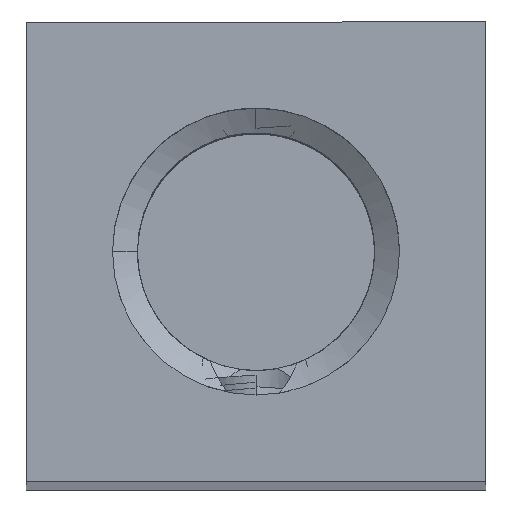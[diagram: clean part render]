
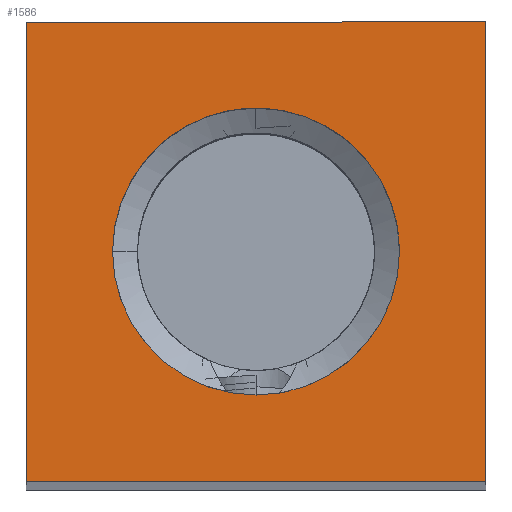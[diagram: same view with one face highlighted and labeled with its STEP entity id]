
A CAD part, top view. The second image highlights one B-rep face of the part: STEP entity #1586.
In plain terms, the highlighted planar face has unit normal (0, 0, 1).
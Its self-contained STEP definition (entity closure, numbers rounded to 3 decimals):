
#651 = DIRECTION ( 'NONE',  ( 0., 0., 1. ) ) ;
#775 = FACE_BOUND ( 'NONE', #15156, .T. ) ;
#1045 = EDGE_CURVE ( 'NONE', #12750, #2829, #15125, .T. ) ;
#1586 = ADVANCED_FACE ( 'NONE', ( #775, #17226 ), #2585, .T. ) ;
#1728 = CARTESIAN_POINT ( 'NONE',  ( 2.5, 0., 44. ) ) ;
#2585 = PLANE ( 'NONE',  #12044 ) ;
#2829 = VERTEX_POINT ( 'NONE', #20638 ) ;
#3364 = DIRECTION ( 'NONE',  ( -1., 0., 0. ) ) ;
#3815 = ORIENTED_EDGE ( 'NONE', *, *, #1045, .T. ) ;
#4154 = CARTESIAN_POINT ( 'NONE',  ( 4., -4., 44. ) ) ;
#4232 = ORIENTED_EDGE ( 'NONE', *, *, #5542, .T. ) ;
#4503 = DIRECTION ( 'NONE',  ( 1., 0., 0. ) ) ;
#4556 = LINE ( 'NONE', #17389, #10923 ) ;
#5452 = VERTEX_POINT ( 'NONE', #6911 ) ;
#5542 = EDGE_CURVE ( 'NONE', #5971, #20873, #15648, .T. ) ;
#5971 = VERTEX_POINT ( 'NONE', #18045 ) ;
#6911 = CARTESIAN_POINT ( 'NONE',  ( -4., 4., 44. ) ) ;
#7864 = VECTOR ( 'NONE', #19376, 1000. ) ;
#8118 = LINE ( 'NONE', #13938, #7864 ) ;
#8801 = LINE ( 'NONE', #12675, #9387 ) ;
#8942 = AXIS2_PLACEMENT_3D ( 'NONE', #18546, #23759, #11051 ) ;
#8956 = VECTOR ( 'NONE', #4503, 1000. ) ;
#9304 = VERTEX_POINT ( 'NONE', #12743 ) ;
#9387 = VECTOR ( 'NONE', #3364, 1000. ) ;
#10296 = DIRECTION ( 'NONE',  ( 0., 0., -1. ) ) ;
#10577 = CIRCLE ( 'NONE', #12127, 2.5 ) ;
#10923 = VECTOR ( 'NONE', #11941, 1000. ) ;
#11051 = DIRECTION ( 'NONE',  ( -1., 0., 0. ) ) ;
#11775 = CARTESIAN_POINT ( 'NONE',  ( 0., 0., 44. ) ) ;
#11941 = DIRECTION ( 'NONE',  ( 0., -1., 0. ) ) ;
#12044 = AXIS2_PLACEMENT_3D ( 'NONE', #11775, #651, #15535 ) ;
#12127 = AXIS2_PLACEMENT_3D ( 'NONE', #14166, #10296, #21303 ) ;
#12675 = CARTESIAN_POINT ( 'NONE',  ( 4., 4., 44. ) ) ;
#12743 = CARTESIAN_POINT ( 'NONE',  ( 4., 4., 44. ) ) ;
#12750 = VERTEX_POINT ( 'NONE', #1728 ) ;
#13938 = CARTESIAN_POINT ( 'NONE',  ( 4., -4., 44. ) ) ;
#14166 = CARTESIAN_POINT ( 'NONE',  ( 0., 0., 44. ) ) ;
#15109 = ORIENTED_EDGE ( 'NONE', *, *, #19941, .T. ) ;
#15125 = CIRCLE ( 'NONE', #8942, 2.5 ) ;
#15156 = EDGE_LOOP ( 'NONE', ( #19980, #3815 ) ) ;
#15500 = EDGE_CURVE ( 'NONE', #2829, #12750, #10577, .T. ) ;
#15535 = DIRECTION ( 'NONE',  ( 1., 0., 0. ) ) ;
#15648 = LINE ( 'NONE', #17695, #8956 ) ;
#16091 = EDGE_CURVE ( 'NONE', #20873, #9304, #8118, .T. ) ;
#17226 = FACE_OUTER_BOUND ( 'NONE', #18873, .T. ) ;
#17389 = CARTESIAN_POINT ( 'NONE',  ( -4., -4., 44. ) ) ;
#17695 = CARTESIAN_POINT ( 'NONE',  ( 4., -4., 44. ) ) ;
#18045 = CARTESIAN_POINT ( 'NONE',  ( -4., -4., 44. ) ) ;
#18546 = CARTESIAN_POINT ( 'NONE',  ( 0., 0., 44. ) ) ;
#18873 = EDGE_LOOP ( 'NONE', ( #19164, #4232, #19647, #15109 ) ) ;
#19164 = ORIENTED_EDGE ( 'NONE', *, *, #21732, .T. ) ;
#19376 = DIRECTION ( 'NONE',  ( 0., 1., 0. ) ) ;
#19647 = ORIENTED_EDGE ( 'NONE', *, *, #16091, .T. ) ;
#19941 = EDGE_CURVE ( 'NONE', #9304, #5452, #8801, .T. ) ;
#19980 = ORIENTED_EDGE ( 'NONE', *, *, #15500, .T. ) ;
#20638 = CARTESIAN_POINT ( 'NONE',  ( -2.5, 0., 44. ) ) ;
#20873 = VERTEX_POINT ( 'NONE', #4154 ) ;
#21303 = DIRECTION ( 'NONE',  ( -1., 0., 0. ) ) ;
#21732 = EDGE_CURVE ( 'NONE', #5452, #5971, #4556, .T. ) ;
#23759 = DIRECTION ( 'NONE',  ( 0., 0., -1. ) ) ;
